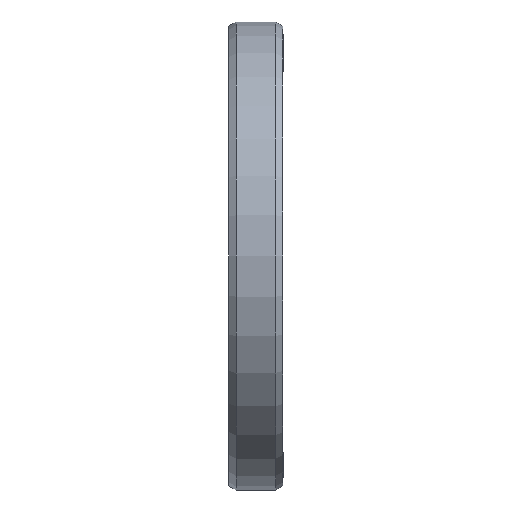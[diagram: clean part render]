
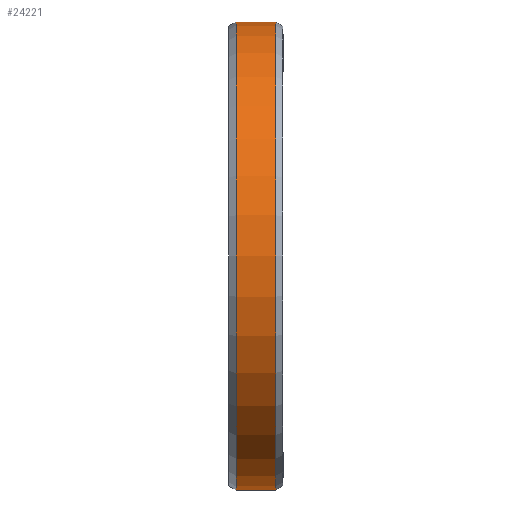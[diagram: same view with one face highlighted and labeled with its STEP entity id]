
A CAD part, left-side view. The second image highlights one B-rep face of the part: STEP entity #24221.
In plain terms, the highlighted cylindrical face has radius 65 mm (diameter 130 mm), a partial arc.
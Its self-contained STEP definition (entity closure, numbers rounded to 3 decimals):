
#23531=DIRECTION('',(0.,1.,0.));
#23532=VECTOR('',#23531,11.);
#23533=CARTESIAN_POINT('',(0.,-5.5,-65.));
#23534=LINE('',#23533,#23532);
#23538=DIRECTION('',(0.,1.,0.));
#23539=VECTOR('',#23538,11.);
#23540=CARTESIAN_POINT('',(0.,-5.5,65.));
#23541=LINE('',#23540,#23539);
#23545=CARTESIAN_POINT('',(0.,-5.5,0.));
#23546=DIRECTION('',(0.,1.,0.));
#23547=DIRECTION('',(0.,0.,-1.));
#23548=AXIS2_PLACEMENT_3D('',#23545,#23546,#23547);
#23583=CARTESIAN_POINT('',(0.,5.5,0.));
#23584=DIRECTION('',(0.,1.,0.));
#23585=DIRECTION('',(0.,0.,-1.));
#23586=AXIS2_PLACEMENT_3D('',#23583,#23584,#23585);
#23616=CARTESIAN_POINT('',(0.,-5.5,-65.));
#23618=VERTEX_POINT('',#23616);
#23619=CARTESIAN_POINT('',(0.,5.5,-65.));
#23620=VERTEX_POINT('',#23619);
#23648=CARTESIAN_POINT('',(0.,-5.5,65.));
#23650=VERTEX_POINT('',#23648);
#23651=CARTESIAN_POINT('',(0.,5.5,65.));
#23652=VERTEX_POINT('',#23651);
#24207=CARTESIAN_POINT('',(0.,140.185,0.));
#24208=DIRECTION('',(0.,-1.,0.));
#24209=DIRECTION('',(0.,0.,1.));
#24210=AXIS2_PLACEMENT_3D('',#24207,#24208,#24209);
#24211=CYLINDRICAL_SURFACE('',#24210,65.);
#24213=ORIENTED_EDGE('',*,*,#24212,.T.);
#24215=ORIENTED_EDGE('',*,*,#24214,.T.);
#24217=ORIENTED_EDGE('',*,*,#24216,.F.);
#24218=ORIENTED_EDGE('',*,*,#24193,.F.);
#24219=EDGE_LOOP('',(#24213,#24215,#24217,#24218));
#24220=FACE_OUTER_BOUND('',#24219,.F.);
#23549=CIRCLE('',#23548,65.);
#23587=CIRCLE('',#23586,65.);
#24193=EDGE_CURVE('',#23618,#23650,#23549,.T.);
#24212=EDGE_CURVE('',#23618,#23620,#23534,.T.);
#24214=EDGE_CURVE('',#23620,#23652,#23587,.T.);
#24216=EDGE_CURVE('',#23650,#23652,#23541,.T.);
#24221=ADVANCED_FACE('',(#24220),#24211,.T.);
